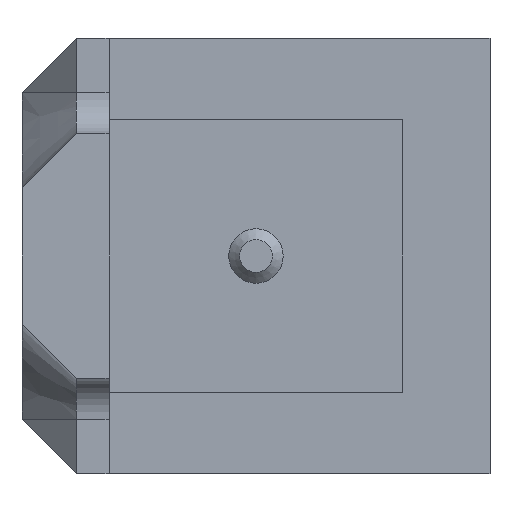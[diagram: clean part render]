
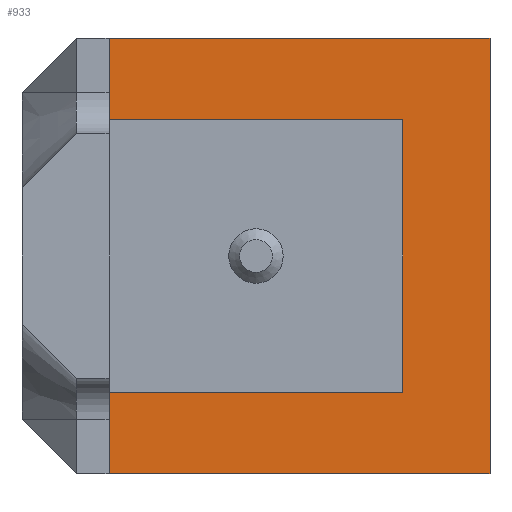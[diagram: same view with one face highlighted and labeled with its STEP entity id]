
A CAD part, left-side view. The second image highlights one B-rep face of the part: STEP entity #933.
In plain terms, the highlighted planar face has unit normal (-1, 0, 0).
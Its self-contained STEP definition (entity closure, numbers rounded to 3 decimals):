
#28=PLANE('',#1011);
#78=FACE_OUTER_BOUND('',#132,.T.);
#132=EDGE_LOOP('',(#677,#678,#679,#680,#681,#682,#683,#684));
#188=LINE('',#1372,#294);
#192=LINE('',#1380,#298);
#195=LINE('',#1386,#301);
#199=LINE('',#1394,#305);
#200=LINE('',#1396,#306);
#201=LINE('',#1398,#307);
#202=LINE('',#1400,#308);
#203=LINE('',#1401,#309);
#294=VECTOR('',#1103,10.);
#298=VECTOR('',#1109,10.);
#301=VECTOR('',#1114,10.);
#305=VECTOR('',#1122,10.);
#306=VECTOR('',#1123,10.);
#307=VECTOR('',#1124,10.);
#308=VECTOR('',#1125,10.);
#309=VECTOR('',#1126,10.);
#432=VERTEX_POINT('',#1370);
#433=VERTEX_POINT('',#1371);
#436=VERTEX_POINT('',#1379);
#438=VERTEX_POINT('',#1385);
#440=VERTEX_POINT('',#1393);
#441=VERTEX_POINT('',#1395);
#442=VERTEX_POINT('',#1397);
#443=VERTEX_POINT('',#1399);
#519=EDGE_CURVE('',#432,#433,#188,.T.);
#523=EDGE_CURVE('',#433,#436,#192,.T.);
#526=EDGE_CURVE('',#438,#432,#195,.T.);
#530=EDGE_CURVE('',#436,#440,#199,.T.);
#531=EDGE_CURVE('',#441,#440,#200,.T.);
#532=EDGE_CURVE('',#442,#441,#201,.T.);
#533=EDGE_CURVE('',#443,#442,#202,.T.);
#534=EDGE_CURVE('',#443,#438,#203,.T.);
#677=ORIENTED_EDGE('',*,*,#523,.T.);
#678=ORIENTED_EDGE('',*,*,#530,.T.);
#679=ORIENTED_EDGE('',*,*,#531,.F.);
#680=ORIENTED_EDGE('',*,*,#532,.F.);
#681=ORIENTED_EDGE('',*,*,#533,.F.);
#682=ORIENTED_EDGE('',*,*,#534,.T.);
#683=ORIENTED_EDGE('',*,*,#526,.T.);
#684=ORIENTED_EDGE('',*,*,#519,.T.);
#933=ADVANCED_FACE('',(#78),#28,.T.);
#1011=AXIS2_PLACEMENT_3D('',#1392,#1120,#1121);
#1103=DIRECTION('',(0.,0.,-1.));
#1109=DIRECTION('',(0.,1.,0.));
#1114=DIRECTION('',(0.,-1.,0.));
#1120=DIRECTION('center_axis',(-1.,0.,0.));
#1121=DIRECTION('ref_axis',(0.,1.,0.));
#1122=DIRECTION('',(0.,0.,-1.));
#1123=DIRECTION('',(0.,1.,0.));
#1124=DIRECTION('',(0.,0.,-1.));
#1125=DIRECTION('',(0.,-1.,0.));
#1126=DIRECTION('',(0.,0.,-1.));
#1370=CARTESIAN_POINT('',(0.,8.002,-7.5));
#1371=CARTESIAN_POINT('',(0.,8.002,-32.5));
#1372=CARTESIAN_POINT('',(0.,8.002,-16.25));
#1379=CARTESIAN_POINT('',(0.,35.,-32.5));
#1380=CARTESIAN_POINT('',(0.,17.5,-32.5));
#1385=CARTESIAN_POINT('',(0.,35.,-7.5));
#1386=CARTESIAN_POINT('',(0.,4.001,-7.5));
#1392=CARTESIAN_POINT('Origin',(0.,0.,0.));
#1393=CARTESIAN_POINT('',(0.,35.,-40.));
#1394=CARTESIAN_POINT('',(0.,35.,-17.813));
#1395=CARTESIAN_POINT('',(0.,0.,-40.));
#1396=CARTESIAN_POINT('',(0.,43.,-40.));
#1397=CARTESIAN_POINT('',(0.,0.,0.));
#1398=CARTESIAN_POINT('',(0.,0.,0.));
#1399=CARTESIAN_POINT('',(0.,35.,0.));
#1400=CARTESIAN_POINT('',(0.,43.,0.));
#1401=CARTESIAN_POINT('',(0.,35.,-2.188));
